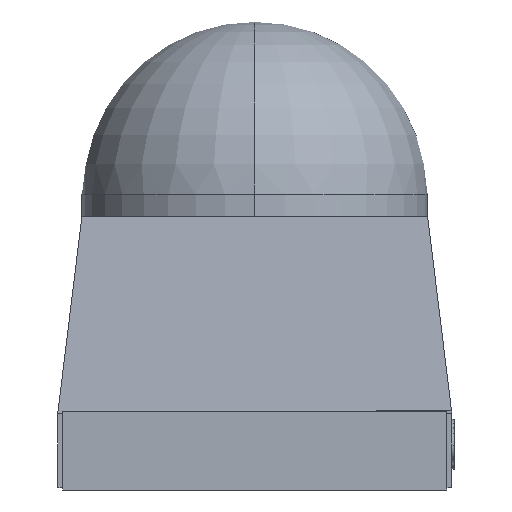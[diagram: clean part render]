
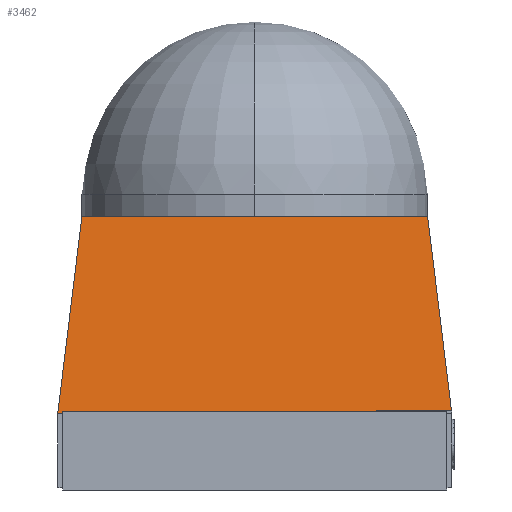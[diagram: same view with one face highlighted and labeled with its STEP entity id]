
A CAD part, left-side view. The second image highlights one B-rep face of the part: STEP entity #3462.
In plain terms, the highlighted planar face has unit normal (-0.993, 0, 0.122).
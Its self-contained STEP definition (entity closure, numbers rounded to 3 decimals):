
#31 = DIRECTION ( 'NONE',  ( 0.122, 0., 0.993 ) ) ;
#142 = CARTESIAN_POINT ( 'NONE',  ( -0.799, -0.799, 0.311 ) ) ;
#282 = LINE ( 'NONE', #12948, #9261 ) ;
#495 = EDGE_CURVE ( 'NONE', #15145, #5633, #8285, .T. ) ;
#706 = CARTESIAN_POINT ( 'NONE',  ( -0.777, 0.777, 0.491 ) ) ;
#816 = VECTOR ( 'NONE', #31, 1000. ) ;
#923 = ORIENTED_EDGE ( 'NONE', *, *, #12448, .F. ) ;
#950 = EDGE_CURVE ( 'NONE', #12938, #14647, #2542, .T. ) ;
#1016 = CARTESIAN_POINT ( 'NONE',  ( -0.799, 0.553, 0.31 ) ) ;
#1698 = CARTESIAN_POINT ( 'NONE',  ( -0.799, 0., 0.311 ) ) ;
#1726 = VERTEX_POINT ( 'NONE', #142 ) ;
#1849 = CARTESIAN_POINT ( 'NONE',  ( -0.702, 0., 1.1 ) ) ;
#1853 = LINE ( 'NONE', #1698, #4523 ) ;
#1888 = VECTOR ( 'NONE', #13029, 1000. ) ;
#1980 = DIRECTION ( 'NONE',  ( -0.121, -0.121, -0.985 ) ) ;
#2255 = CARTESIAN_POINT ( 'NONE',  ( -0.702, 0., 1.1 ) ) ;
#2471 = CARTESIAN_POINT ( 'NONE',  ( -0.801, -0.493, 0.293 ) ) ;
#2537 = VERTEX_POINT ( 'NONE', #1016 ) ;
#2542 = LINE ( 'NONE', #7598, #10098 ) ;
#2998 = CARTESIAN_POINT ( 'NONE',  ( -0.702, 0.702, 1.1 ) ) ;
#3070 = VERTEX_POINT ( 'NONE', #3171 ) ;
#3167 = DIRECTION ( 'NONE',  ( 0., -1., 0. ) ) ;
#3171 = CARTESIAN_POINT ( 'NONE',  ( -0.702, -0.702, 1.1 ) ) ;
#3462 = ADVANCED_FACE ( 'NONE', ( #13630 ), #7482, .T. ) ;
#3537 = DIRECTION ( 'NONE',  ( 0.122, 0., 0.993 ) ) ;
#3678 = CARTESIAN_POINT ( 'NONE',  ( -0.8, -0.493, 0.3 ) ) ;
#3958 = VECTOR ( 'NONE', #4400, 1000. ) ;
#3970 = VECTOR ( 'NONE', #3167, 1000. ) ;
#4318 = CARTESIAN_POINT ( 'NONE',  ( -0.702, 0., 1.1 ) ) ;
#4320 = VECTOR ( 'NONE', #9379, 1000. ) ;
#4400 = DIRECTION ( 'NONE',  ( 0., -1., 0. ) ) ;
#4523 = VECTOR ( 'NONE', #6691, 1000. ) ;
#4653 = ORIENTED_EDGE ( 'NONE', *, *, #12385, .F. ) ;
#5537 = EDGE_CURVE ( 'NONE', #5633, #6305, #15992, .T. ) ;
#5633 = VERTEX_POINT ( 'NONE', #3678 ) ;
#6073 = DIRECTION ( 'NONE',  ( 0.122, 0., 0.993 ) ) ;
#6305 = VERTEX_POINT ( 'NONE', #9653 ) ;
#6318 = DIRECTION ( 'NONE',  ( -0.993, 0., 0.122 ) ) ;
#6604 = LINE ( 'NONE', #4318, #3958 ) ;
#6691 = DIRECTION ( 'NONE',  ( 0., 1., 0. ) ) ;
#6853 = LINE ( 'NONE', #1849, #3970 ) ;
#6984 = CARTESIAN_POINT ( 'NONE',  ( -0.8, -0.8, 0.3 ) ) ;
#7074 = VERTEX_POINT ( 'NONE', #2255 ) ;
#7482 = PLANE ( 'NONE',  #11399 ) ;
#7598 = CARTESIAN_POINT ( 'NONE',  ( -0.8, -0.8, 0.3 ) ) ;
#7808 = ORIENTED_EDGE ( 'NONE', *, *, #9735, .T. ) ;
#8222 = LINE ( 'NONE', #11807, #4320 ) ;
#8285 = LINE ( 'NONE', #13658, #16145 ) ;
#8566 = CARTESIAN_POINT ( 'NONE',  ( -0.8, -0.8, 0.3 ) ) ;
#8720 = ORIENTED_EDGE ( 'NONE', *, *, #5537, .T. ) ;
#8726 = CARTESIAN_POINT ( 'NONE',  ( -0.8, 0.8, 0.3 ) ) ;
#8807 = EDGE_CURVE ( 'NONE', #10634, #2537, #8222, .T. ) ;
#8955 = ORIENTED_EDGE ( 'NONE', *, *, #13141, .F. ) ;
#9041 = VECTOR ( 'NONE', #1980, 1000. ) ;
#9261 = VECTOR ( 'NONE', #14278, 1000. ) ;
#9304 = ORIENTED_EDGE ( 'NONE', *, *, #950, .T. ) ;
#9328 = CARTESIAN_POINT ( 'NONE',  ( -0.799, 0.432, 0.31 ) ) ;
#9379 = DIRECTION ( 'NONE',  ( 0., 1., 0. ) ) ;
#9653 = CARTESIAN_POINT ( 'NONE',  ( -0.799, -0.493, 0.311 ) ) ;
#9704 = CARTESIAN_POINT ( 'NONE',  ( -0.8, 0.432, 0.3 ) ) ;
#9717 = ORIENTED_EDGE ( 'NONE', *, *, #8807, .F. ) ;
#9735 = EDGE_CURVE ( 'NONE', #10699, #12938, #11948, .T. ) ;
#9851 = ORIENTED_EDGE ( 'NONE', *, *, #10186, .F. ) ;
#9889 = EDGE_CURVE ( 'NONE', #1726, #6305, #1853, .T. ) ;
#10098 = VECTOR ( 'NONE', #13999, 1000. ) ;
#10186 = EDGE_CURVE ( 'NONE', #15145, #10634, #11133, .T. ) ;
#10230 = EDGE_CURVE ( 'NONE', #2537, #14647, #282, .T. ) ;
#10634 = VERTEX_POINT ( 'NONE', #9328 ) ;
#10699 = VERTEX_POINT ( 'NONE', #2998 ) ;
#10814 = LINE ( 'NONE', #6984, #9041 ) ;
#11133 = LINE ( 'NONE', #15044, #13511 ) ;
#11399 = AXIS2_PLACEMENT_3D ( 'NONE', #8566, #6318, #6073 ) ;
#11511 = ORIENTED_EDGE ( 'NONE', *, *, #9889, .F. ) ;
#11807 = CARTESIAN_POINT ( 'NONE',  ( -0.799, 0., 0.31 ) ) ;
#11948 = LINE ( 'NONE', #706, #1888 ) ;
#12325 = EDGE_LOOP ( 'NONE', ( #12766, #9717, #9851, #12932, #8720, #11511, #8955, #923, #4653, #7808, #9304 ) ) ;
#12385 = EDGE_CURVE ( 'NONE', #10699, #7074, #6604, .T. ) ;
#12448 = EDGE_CURVE ( 'NONE', #7074, #3070, #6853, .T. ) ;
#12766 = ORIENTED_EDGE ( 'NONE', *, *, #10230, .F. ) ;
#12932 = ORIENTED_EDGE ( 'NONE', *, *, #495, .T. ) ;
#12938 = VERTEX_POINT ( 'NONE', #8726 ) ;
#12948 = CARTESIAN_POINT ( 'NONE',  ( -0.826, 0.553, 0.087 ) ) ;
#13029 = DIRECTION ( 'NONE',  ( -0.121, 0.121, -0.985 ) ) ;
#13141 = EDGE_CURVE ( 'NONE', #3070, #1726, #10814, .T. ) ;
#13351 = DIRECTION ( 'NONE',  ( 0., -1., 0. ) ) ;
#13511 = VECTOR ( 'NONE', #3537, 1000. ) ;
#13630 = FACE_OUTER_BOUND ( 'NONE', #12325, .T. ) ;
#13658 = CARTESIAN_POINT ( 'NONE',  ( -0.8, -0.8, 0.3 ) ) ;
#13769 = CARTESIAN_POINT ( 'NONE',  ( -0.8, 0.553, 0.3 ) ) ;
#13999 = DIRECTION ( 'NONE',  ( 0., -1., 0. ) ) ;
#14278 = DIRECTION ( 'NONE',  ( -0.122, 0., -0.993 ) ) ;
#14647 = VERTEX_POINT ( 'NONE', #13769 ) ;
#15044 = CARTESIAN_POINT ( 'NONE',  ( -0.826, 0.432, 0.087 ) ) ;
#15145 = VERTEX_POINT ( 'NONE', #9704 ) ;
#15992 = LINE ( 'NONE', #2471, #816 ) ;
#16145 = VECTOR ( 'NONE', #13351, 1000. ) ;
